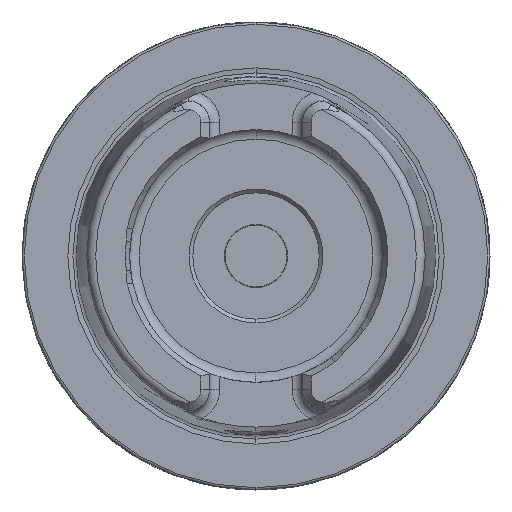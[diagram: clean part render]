
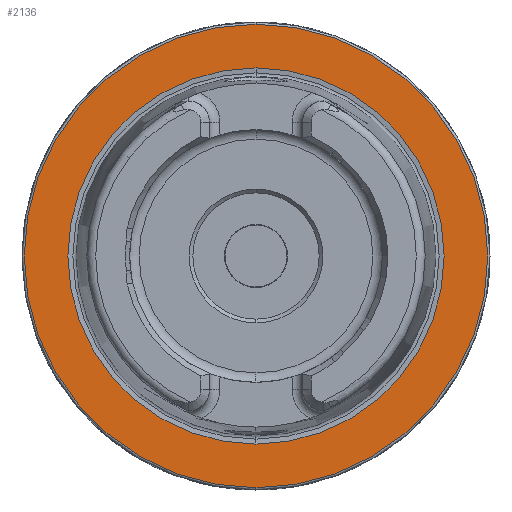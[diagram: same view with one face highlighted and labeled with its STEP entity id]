
A CAD part, left-side view. The second image highlights one B-rep face of the part: STEP entity #2136.
In plain terms, the highlighted planar face has unit normal (-1, 0, 0).
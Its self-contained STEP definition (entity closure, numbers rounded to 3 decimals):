
#331 = CIRCLE ( 'NONE', #6535, 31.2 ) ;
#469 = CARTESIAN_POINT ( 'NONE',  ( 0., 0., 0. ) ) ;
#500 = DIRECTION ( 'NONE',  ( 0., 0., 1. ) ) ;
#742 = DIRECTION ( 'NONE',  ( -1., 0., 0. ) ) ;
#843 = DIRECTION ( 'NONE',  ( 1., 0., 0. ) ) ;
#1290 = DIRECTION ( 'NONE',  ( 0., 0., 1. ) ) ;
#1317 = PLANE ( 'NONE',  #7646 ) ;
#1364 = CARTESIAN_POINT ( 'NONE',  ( 0., 31.2, 0. ) ) ;
#1882 = CIRCLE ( 'NONE', #8930, 25.324 ) ;
#1982 = CARTESIAN_POINT ( 'NONE',  ( 0., 0., 31.2 ) ) ;
#2136 = ADVANCED_FACE ( 'NONE', ( #11348, #13779 ), #1317, .F. ) ;
#2536 = CARTESIAN_POINT ( 'NONE',  ( 0., 0., 0. ) ) ;
#2670 = ORIENTED_EDGE ( 'NONE', *, *, #3591, .T. ) ;
#3037 = EDGE_CURVE ( 'NONE', #12224, #13501, #13922, .T. ) ;
#3385 = ORIENTED_EDGE ( 'NONE', *, *, #3037, .T. ) ;
#3591 = EDGE_CURVE ( 'NONE', #13501, #12224, #331, .T. ) ;
#3820 = DIRECTION ( 'NONE',  ( -1., 0., 0. ) ) ;
#4822 = AXIS2_PLACEMENT_3D ( 'NONE', #469, #3820, #10493 ) ;
#4833 = CARTESIAN_POINT ( 'NONE',  ( 0., 0., -25.324 ) ) ;
#4983 = CARTESIAN_POINT ( 'NONE',  ( 0., 0., 0. ) ) ;
#5297 = CARTESIAN_POINT ( 'NONE',  ( 0., 0., 0. ) ) ;
#5721 = ORIENTED_EDGE ( 'NONE', *, *, #5925, .F. ) ;
#5925 = EDGE_CURVE ( 'NONE', #11694, #6896, #1882, .T. ) ;
#6507 = ORIENTED_EDGE ( 'NONE', *, *, #8814, .F. ) ;
#6535 = AXIS2_PLACEMENT_3D ( 'NONE', #4983, #10620, #500 ) ;
#6896 = VERTEX_POINT ( 'NONE', #10839 ) ;
#7646 = AXIS2_PLACEMENT_3D ( 'NONE', #1364, #843, #13288 ) ;
#8158 = CARTESIAN_POINT ( 'NONE',  ( 0., 0., -31.2 ) ) ;
#8814 = EDGE_CURVE ( 'NONE', #6896, #11694, #13961, .T. ) ;
#8930 = AXIS2_PLACEMENT_3D ( 'NONE', #5297, #742, #11937 ) ;
#9759 = AXIS2_PLACEMENT_3D ( 'NONE', #2536, #13686, #1290 ) ;
#10463 = EDGE_LOOP ( 'NONE', ( #2670, #3385 ) ) ;
#10493 = DIRECTION ( 'NONE',  ( 0., 0., 1. ) ) ;
#10620 = DIRECTION ( 'NONE',  ( -1., 0., 0. ) ) ;
#10839 = CARTESIAN_POINT ( 'NONE',  ( 0., 0., 25.324 ) ) ;
#11348 = FACE_BOUND ( 'NONE', #14299, .T. ) ;
#11694 = VERTEX_POINT ( 'NONE', #4833 ) ;
#11937 = DIRECTION ( 'NONE',  ( 0., 0., 1. ) ) ;
#12224 = VERTEX_POINT ( 'NONE', #8158 ) ;
#13288 = DIRECTION ( 'NONE',  ( 0., 0., -1. ) ) ;
#13501 = VERTEX_POINT ( 'NONE', #1982 ) ;
#13686 = DIRECTION ( 'NONE',  ( -1., 0., 0. ) ) ;
#13779 = FACE_OUTER_BOUND ( 'NONE', #10463, .T. ) ;
#13922 = CIRCLE ( 'NONE', #9759, 31.2 ) ;
#13961 = CIRCLE ( 'NONE', #4822, 25.324 ) ;
#14299 = EDGE_LOOP ( 'NONE', ( #6507, #5721 ) ) ;
